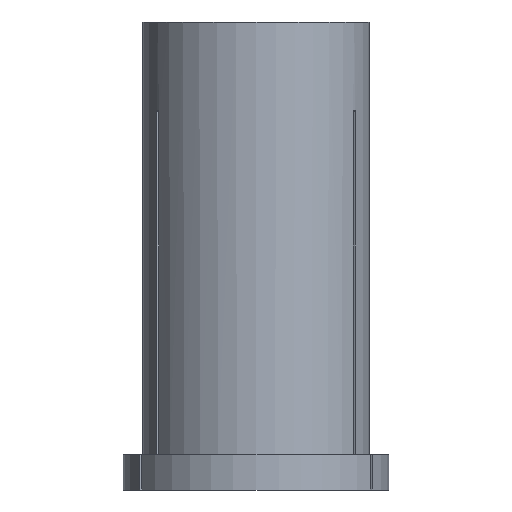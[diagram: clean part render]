
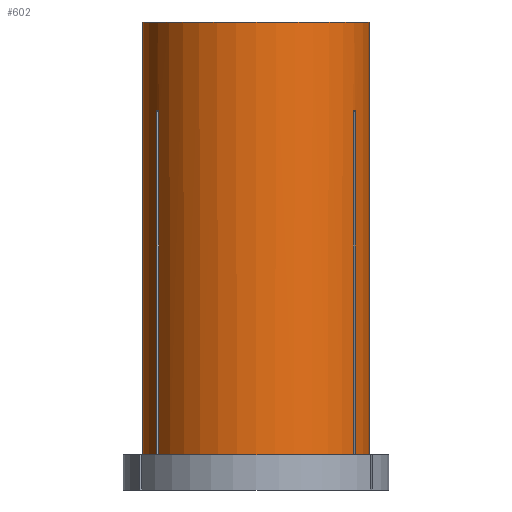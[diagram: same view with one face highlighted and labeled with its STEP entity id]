
A CAD part, front view. The second image highlights one B-rep face of the part: STEP entity #602.
In plain terms, the highlighted cylindrical face has radius 16 mm (diameter 32 mm), a partial arc.
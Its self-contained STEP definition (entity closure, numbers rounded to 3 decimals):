
#22 = EDGE_CURVE ( 'NONE', #804, #1542, #1322, .T. ) ;
#44 = VERTEX_POINT ( 'NONE', #383 ) ;
#75 = DIRECTION ( 'NONE',  ( 0., 0., 1. ) ) ;
#88 = CARTESIAN_POINT ( 'NONE',  ( 16., 0., -61. ) ) ;
#106 = CARTESIAN_POINT ( 'NONE',  ( -13.704, -8.258, -12.502 ) ) ;
#124 = CARTESIAN_POINT ( 'NONE',  ( 13.955, -7.827, -12.501 ) ) ;
#127 = CARTESIAN_POINT ( 'NONE',  ( 14.004, -7.739, -12.502 ) ) ;
#130 = AXIS2_PLACEMENT_3D ( 'NONE', #727, #645, #630 ) ;
#132 = B_SPLINE_CURVE_WITH_KNOTS ( 'NONE', 3,
 ( #329, #324, #233, #224, #1486, #1198 ),
 .UNSPECIFIED., .F., .F.,
 ( 4, 2, 4 ),
 ( 0.095, 0.096, 0.096 ),
 .UNSPECIFIED. ) ;
#157 = VERTEX_POINT ( 'NONE', #1495 ) ;
#163 = LINE ( 'NONE', #1161, #1462 ) ;
#173 = AXIS2_PLACEMENT_3D ( 'NONE', #471, #1233, #1228 ) ;
#185 = ORIENTED_EDGE ( 'NONE', *, *, #342, .T. ) ;
#200 = DIRECTION ( 'NONE',  ( 1., 0., 0. ) ) ;
#224 = CARTESIAN_POINT ( 'NONE',  ( -13.806, -8.087, -12.5 ) ) ;
#229 = CARTESIAN_POINT ( 'NONE',  ( 13.704, -8.258, 0. ) ) ;
#233 = CARTESIAN_POINT ( 'NONE',  ( -13.906, -7.914, -12.5 ) ) ;
#240 = CARTESIAN_POINT ( 'NONE',  ( -13.704, -8.258, -61. ) ) ;
#243 = CYLINDRICAL_SURFACE ( 'NONE', #594, 16. ) ;
#268 = CIRCLE ( 'NONE', #130, 16. ) ;
#286 = EDGE_CURVE ( 'NONE', #548, #858, #1395, .T. ) ;
#288 = ORIENTED_EDGE ( 'NONE', *, *, #286, .F. ) ;
#294 = CARTESIAN_POINT ( 'NONE',  ( 14.004, -7.739, -12.502 ) ) ;
#298 = ORIENTED_EDGE ( 'NONE', *, *, #445, .T. ) ;
#308 = ORIENTED_EDGE ( 'NONE', *, *, #665, .T. ) ;
#313 = CARTESIAN_POINT ( 'NONE',  ( 13.857, -8.001, -12.499 ) ) ;
#314 = DIRECTION ( 'NONE',  ( 0., 0., 1. ) ) ;
#316 = FACE_OUTER_BOUND ( 'NONE', #1262, .T. ) ;
#319 = AXIS2_PLACEMENT_3D ( 'NONE', #323, #314, #200 ) ;
#323 = CARTESIAN_POINT ( 'NONE',  ( 0., 0., 0. ) ) ;
#324 = CARTESIAN_POINT ( 'NONE',  ( -13.956, -7.826, -12.501 ) ) ;
#329 = CARTESIAN_POINT ( 'NONE',  ( -14.004, -7.739, -12.502 ) ) ;
#342 = EDGE_CURVE ( 'NONE', #44, #804, #268, .T. ) ;
#355 = ORIENTED_EDGE ( 'NONE', *, *, #696, .F. ) ;
#383 = CARTESIAN_POINT ( 'NONE',  ( -16., 0., -61. ) ) ;
#384 = VERTEX_POINT ( 'NONE', #240 ) ;
#392 = DIRECTION ( 'NONE',  ( 1., 0., 0. ) ) ;
#402 = ORIENTED_EDGE ( 'NONE', *, *, #1204, .T. ) ;
#412 = VERTEX_POINT ( 'NONE', #106 ) ;
#445 = EDGE_CURVE ( 'NONE', #384, #1591, #824, .T. ) ;
#471 = CARTESIAN_POINT ( 'NONE',  ( 0., 0., -61. ) ) ;
#484 = DIRECTION ( 'NONE',  ( 0., 0., 1. ) ) ;
#489 = ORIENTED_EDGE ( 'NONE', *, *, #22, .T. ) ;
#546 = DIRECTION ( 'NONE',  ( 1., 0., 0. ) ) ;
#548 = VERTEX_POINT ( 'NONE', #1499 ) ;
#566 = CARTESIAN_POINT ( 'NONE',  ( 16., 0., 0. ) ) ;
#575 = LINE ( 'NONE', #229, #1249 ) ;
#585 = DIRECTION ( 'NONE',  ( 0., 0., 1. ) ) ;
#594 = AXIS2_PLACEMENT_3D ( 'NONE', #1051, #681, #546 ) ;
#596 = ORIENTED_EDGE ( 'NONE', *, *, #1130, .F. ) ;
#602 = ADVANCED_FACE ( 'NONE', ( #316 ), #243, .T. ) ;
#614 = CARTESIAN_POINT ( 'NONE',  ( -13.704, -8.258, 0. ) ) ;
#630 = DIRECTION ( 'NONE',  ( 1., 0., 0. ) ) ;
#645 = DIRECTION ( 'NONE',  ( 0., 0., 1. ) ) ;
#665 = EDGE_CURVE ( 'NONE', #708, #858, #772, .T. ) ;
#674 = VECTOR ( 'NONE', #585, 1000. ) ;
#681 = DIRECTION ( 'NONE',  ( 0., 0., 1. ) ) ;
#690 = VECTOR ( 'NONE', #1124, 1000. ) ;
#695 = VERTEX_POINT ( 'NONE', #566 ) ;
#696 = EDGE_CURVE ( 'NONE', #44, #157, #163, .T. ) ;
#708 = VERTEX_POINT ( 'NONE', #833 ) ;
#727 = CARTESIAN_POINT ( 'NONE',  ( 0., 0., -61. ) ) ;
#739 = DIRECTION ( 'NONE',  ( 0., 0., 1. ) ) ;
#761 = CARTESIAN_POINT ( 'NONE',  ( -14.004, -7.739, -12.502 ) ) ;
#772 = B_SPLINE_CURVE_WITH_KNOTS ( 'NONE', 3,
 ( #1123, #935, #313, #124, #294 ),
 .UNSPECIFIED., .F., .F.,
 ( 4, 1, 4 ),
 ( 0.104, 0.104, 0.105 ),
 .UNSPECIFIED. ) ;
#775 = ORIENTED_EDGE ( 'NONE', *, *, #1035, .F. ) ;
#800 = CIRCLE ( 'NONE', #173, 16. ) ;
#804 = VERTEX_POINT ( 'NONE', #1157 ) ;
#824 = CIRCLE ( 'NONE', #1057, 16. ) ;
#833 = CARTESIAN_POINT ( 'NONE',  ( 13.704, -8.258, -12.502 ) ) ;
#848 = CARTESIAN_POINT ( 'NONE',  ( 0., 0., -61. ) ) ;
#858 = VERTEX_POINT ( 'NONE', #127 ) ;
#893 = DIRECTION ( 'NONE',  ( 0., 0., 1. ) ) ;
#899 = CARTESIAN_POINT ( 'NONE',  ( 16., 0., 0. ) ) ;
#930 = ORIENTED_EDGE ( 'NONE', *, *, #1000, .T. ) ;
#935 = CARTESIAN_POINT ( 'NONE',  ( 13.755, -8.173, -12.501 ) ) ;
#942 = EDGE_CURVE ( 'NONE', #1542, #412, #132, .T. ) ;
#953 = CIRCLE ( 'NONE', #319, 16. ) ;
#960 = VERTEX_POINT ( 'NONE', #88 ) ;
#998 = CARTESIAN_POINT ( 'NONE',  ( -14.004, -7.739, 0. ) ) ;
#1000 = EDGE_CURVE ( 'NONE', #960, #695, #1149, .T. ) ;
#1035 = EDGE_CURVE ( 'NONE', #384, #412, #1488, .T. ) ;
#1051 = CARTESIAN_POINT ( 'NONE',  ( 0., 0., 0. ) ) ;
#1057 = AXIS2_PLACEMENT_3D ( 'NONE', #848, #739, #392 ) ;
#1061 = ORIENTED_EDGE ( 'NONE', *, *, #942, .T. ) ;
#1114 = VECTOR ( 'NONE', #484, 1000. ) ;
#1123 = CARTESIAN_POINT ( 'NONE',  ( 13.704, -8.258, -12.502 ) ) ;
#1124 = DIRECTION ( 'NONE',  ( 0., 0., 1. ) ) ;
#1130 = EDGE_CURVE ( 'NONE', #157, #695, #953, .T. ) ;
#1149 = LINE ( 'NONE', #899, #1180 ) ;
#1154 = ORIENTED_EDGE ( 'NONE', *, *, #1559, .T. ) ;
#1157 = CARTESIAN_POINT ( 'NONE',  ( -14.004, -7.739, -61. ) ) ;
#1161 = CARTESIAN_POINT ( 'NONE',  ( -16., 0., 0. ) ) ;
#1180 = VECTOR ( 'NONE', #893, 1000. ) ;
#1198 = CARTESIAN_POINT ( 'NONE',  ( -13.704, -8.258, -12.502 ) ) ;
#1204 = EDGE_CURVE ( 'NONE', #1591, #708, #575, .T. ) ;
#1228 = DIRECTION ( 'NONE',  ( 1., 0., 0. ) ) ;
#1233 = DIRECTION ( 'NONE',  ( 0., 0., 1. ) ) ;
#1249 = VECTOR ( 'NONE', #75, 1000. ) ;
#1262 = EDGE_LOOP ( 'NONE', ( #355, #185, #489, #1061, #775, #298, #402, #308, #288, #1154, #930, #596 ) ) ;
#1322 = LINE ( 'NONE', #998, #674 ) ;
#1358 = CARTESIAN_POINT ( 'NONE',  ( 13.704, -8.258, -61. ) ) ;
#1369 = CARTESIAN_POINT ( 'NONE',  ( 14.004, -7.739, 0. ) ) ;
#1395 = LINE ( 'NONE', #1369, #690 ) ;
#1462 = VECTOR ( 'NONE', #1549, 1000. ) ;
#1486 = CARTESIAN_POINT ( 'NONE',  ( -13.755, -8.173, -12.501 ) ) ;
#1488 = LINE ( 'NONE', #614, #1114 ) ;
#1495 = CARTESIAN_POINT ( 'NONE',  ( -16., 0., 0. ) ) ;
#1499 = CARTESIAN_POINT ( 'NONE',  ( 14.004, -7.739, -61. ) ) ;
#1542 = VERTEX_POINT ( 'NONE', #761 ) ;
#1549 = DIRECTION ( 'NONE',  ( 0., 0., 1. ) ) ;
#1559 = EDGE_CURVE ( 'NONE', #548, #960, #800, .T. ) ;
#1591 = VERTEX_POINT ( 'NONE', #1358 ) ;
